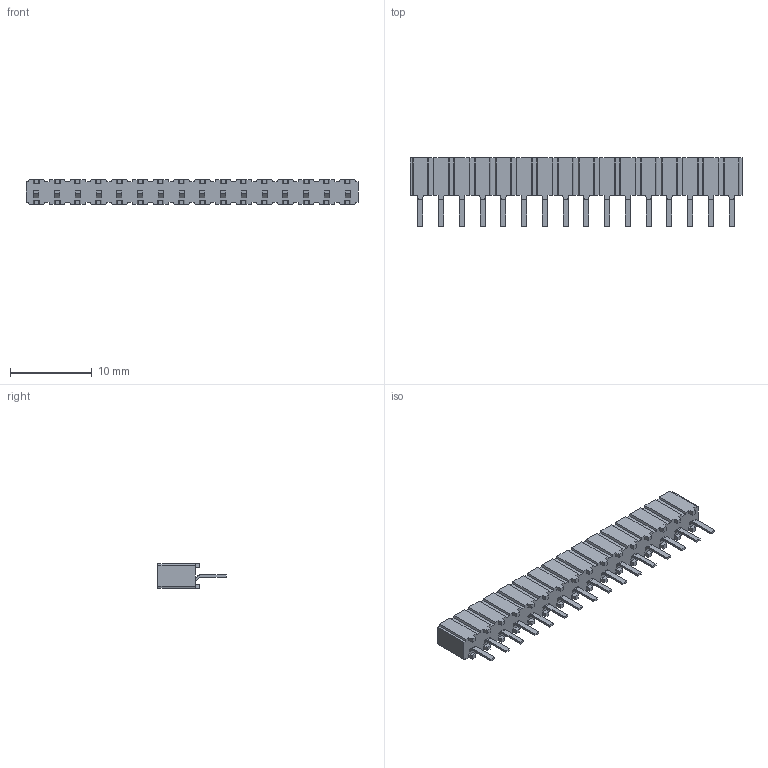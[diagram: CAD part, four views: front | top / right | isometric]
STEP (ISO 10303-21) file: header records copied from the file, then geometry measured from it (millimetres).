
FILE_DESCRIPTION(/* description */ ('STEP AP214'),/* implementation_level */ '2;1');
FILE_NAME(/* name */ 'CES-116-01-G-S',/* time_stamp */ '2024-12-22T20:15:10+01:00',/* author */ ('License CC BY-ND 4.0'),/* organization */ ('CADENAS'),/* preprocessor_version */ 'ST-DEVELOPER v19.3',/* originating_system */ 'PARTsolutions',/* authorisation */ ' ');
FILE_SCHEMA (('AP242_MANAGED_MODEL_BASED_3D_ENGINEERING_MIM_LF { 1 0 10303 442 3 1 4 }','AUTOMOTIVE_DESIGN {1 0 10303 214 3 1 1}'));
Length unit declared in the file: inch
Products named in the file (4): CES-116-01-G-S; CES-116-01-S_socket; 011601GS; 011601GS2
Assembly tree (3 placements, depth 2):
  CES-116-01-G-S
    CES-116-01-S_socket
    011601GS
    011601GS2
Bounding box: 40.64 x 8.33 x 3.05 mm (x, y, z)
Volume: 828.3 mm3; surface area: 1863.7 mm2
Topology: 3 solids, 3 shells, 578 faces, 1572 edges, 1048 vertices
Faces by surface type: plane 546, cylinder 32
Entity records: 18004 total; most frequent: CARTESIAN_POINT 3202, ORIENTED_EDGE 3144, DIRECTION 2800, EDGE_CURVE 1572, LINE 1508, VECTOR 1508, VERTEX_POINT 1048, AXIS2_PLACEMENT_3D 646
